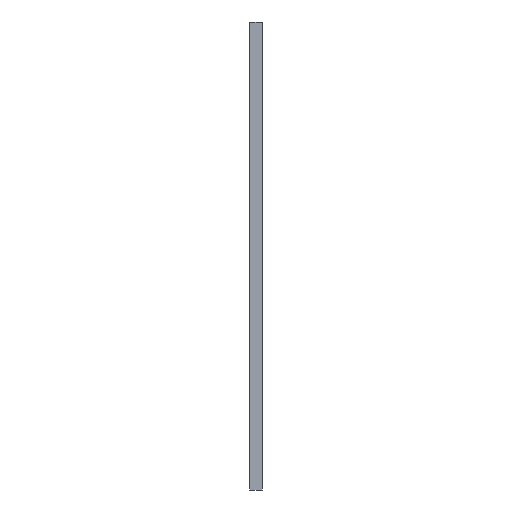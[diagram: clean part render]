
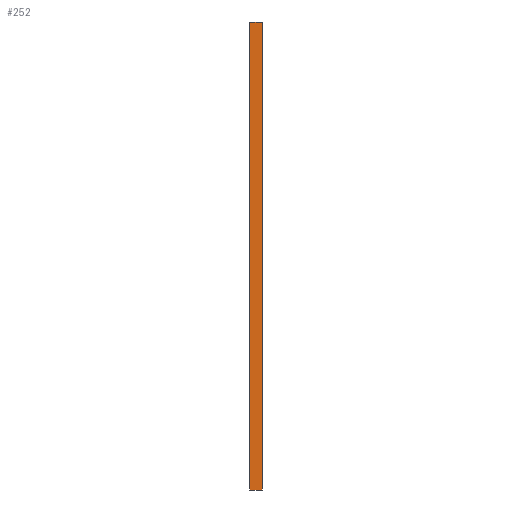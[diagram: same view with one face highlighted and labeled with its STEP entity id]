
A CAD part, front view. The second image highlights one B-rep face of the part: STEP entity #252.
In plain terms, the highlighted planar face has unit normal (0, -1, 0).
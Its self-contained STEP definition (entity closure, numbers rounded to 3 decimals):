
#7 = DIRECTION ( 'NONE',  ( 0., 0., 1. ) ) ;
#35 = VECTOR ( 'NONE', #308, 1000. ) ;
#36 = DIRECTION ( 'NONE',  ( -1., 0., 0. ) ) ;
#40 = LINE ( 'NONE', #476, #813 ) ;
#62 = ORIENTED_EDGE ( 'NONE', *, *, #170, .F. ) ;
#97 = VECTOR ( 'NONE', #629, 1000. ) ;
#116 = CARTESIAN_POINT ( 'NONE',  ( 6.35, 0., -240. ) ) ;
#124 = EDGE_LOOP ( 'NONE', ( #352, #594, #62, #536 ) ) ;
#130 = CARTESIAN_POINT ( 'NONE',  ( 6.35, 0., 0. ) ) ;
#164 = VERTEX_POINT ( 'NONE', #175 ) ;
#170 = EDGE_CURVE ( 'NONE', #164, #531, #316, .T. ) ;
#175 = CARTESIAN_POINT ( 'NONE',  ( 6.35, 0., 0. ) ) ;
#246 = PLANE ( 'NONE',  #759 ) ;
#252 = ADVANCED_FACE ( 'NONE', ( #829 ), #246, .F. ) ;
#299 = VECTOR ( 'NONE', #516, 1000. ) ;
#308 = DIRECTION ( 'NONE',  ( -1., 0., 0. ) ) ;
#316 = LINE ( 'NONE', #768, #97 ) ;
#337 = CARTESIAN_POINT ( 'NONE',  ( 0., 0., -240. ) ) ;
#352 = ORIENTED_EDGE ( 'NONE', *, *, #652, .T. ) ;
#367 = CARTESIAN_POINT ( 'NONE',  ( 0., 0., 0. ) ) ;
#401 = EDGE_CURVE ( 'NONE', #531, #698, #40, .T. ) ;
#404 = DIRECTION ( 'NONE',  ( 0., 1., 0. ) ) ;
#433 = CARTESIAN_POINT ( 'NONE',  ( 0., 0., 0. ) ) ;
#442 = LINE ( 'NONE', #433, #299 ) ;
#476 = CARTESIAN_POINT ( 'NONE',  ( 6.35, 0., -240. ) ) ;
#511 = LINE ( 'NONE', #579, #35 ) ;
#516 = DIRECTION ( 'NONE',  ( 0., 0., -1. ) ) ;
#531 = VERTEX_POINT ( 'NONE', #116 ) ;
#536 = ORIENTED_EDGE ( 'NONE', *, *, #646, .T. ) ;
#579 = CARTESIAN_POINT ( 'NONE',  ( 6.35, 0., 0. ) ) ;
#594 = ORIENTED_EDGE ( 'NONE', *, *, #401, .F. ) ;
#629 = DIRECTION ( 'NONE',  ( 0., 0., -1. ) ) ;
#642 = VERTEX_POINT ( 'NONE', #367 ) ;
#646 = EDGE_CURVE ( 'NONE', #164, #642, #511, .T. ) ;
#652 = EDGE_CURVE ( 'NONE', #642, #698, #442, .T. ) ;
#698 = VERTEX_POINT ( 'NONE', #337 ) ;
#759 = AXIS2_PLACEMENT_3D ( 'NONE', #130, #404, #7 ) ;
#768 = CARTESIAN_POINT ( 'NONE',  ( 6.35, 0., 0. ) ) ;
#813 = VECTOR ( 'NONE', #36, 1000. ) ;
#829 = FACE_OUTER_BOUND ( 'NONE', #124, .T. ) ;
